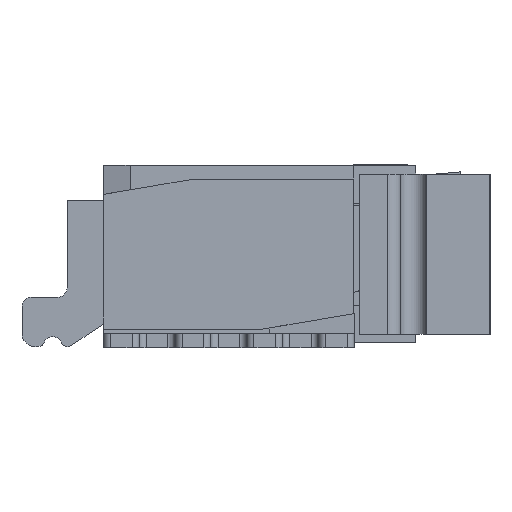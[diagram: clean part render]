
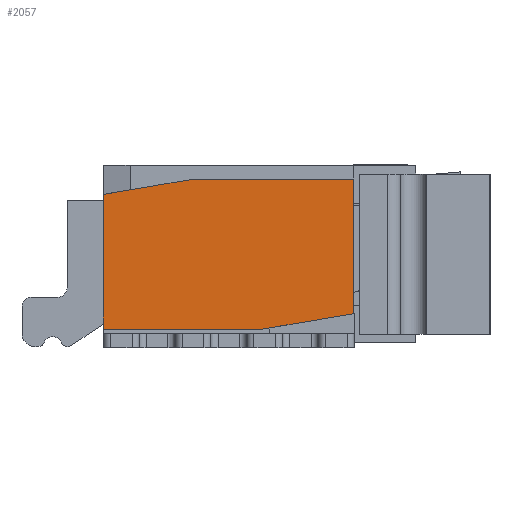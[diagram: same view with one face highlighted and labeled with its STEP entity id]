
A CAD part, left-side view. The second image highlights one B-rep face of the part: STEP entity #2057.
In plain terms, the highlighted planar face has unit normal (-1, 0, 0).
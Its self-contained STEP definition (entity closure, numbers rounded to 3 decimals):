
#246 = VERTEX_POINT('',#247);
#247 = CARTESIAN_POINT('',(-12.56,2.108,0.243));
#253 = EDGE_CURVE('',#246,#254,#256,.T.);
#254 = VERTEX_POINT('',#255);
#255 = CARTESIAN_POINT('',(-12.56,2.108,2.128));
#256 = LINE('',#257,#258);
#257 = CARTESIAN_POINT('',(-12.56,2.108,0.048));
#258 = VECTOR('',#259,1.);
#259 = DIRECTION('',(0.,0.,1.));
#2030 = VERTEX_POINT('',#2031);
#2031 = CARTESIAN_POINT('',(-12.56,0.838,2.343));
#2047 = EDGE_CURVE('',#2030,#254,#2048,.T.);
#2048 = LINE('',#2049,#2050);
#2049 = CARTESIAN_POINT('',(-12.56,2.108,2.128));
#2050 = VECTOR('',#2051,1.);
#2051 = DIRECTION('',(0.,0.986,-0.167));
#2057 = ADVANCED_FACE('',(#2058),#2092,.T.);
#2058 = FACE_BOUND('',#2059,.T.);
#2059 = EDGE_LOOP('',(#2060,#2070,#2078,#2084,#2085,#2086));
#2060 = ORIENTED_EDGE('',*,*,#2061,.T.);
#2061 = EDGE_CURVE('',#2062,#2064,#2066,.T.);
#2062 = VERTEX_POINT('',#2063);
#2063 = CARTESIAN_POINT('',(-12.56,-0.123,0.243));
#2064 = VERTEX_POINT('',#2065);
#2065 = CARTESIAN_POINT('',(-12.56,-1.393,0.458));
#2066 = LINE('',#2067,#2068);
#2067 = CARTESIAN_POINT('',(-12.56,-0.123,0.243));
#2068 = VECTOR('',#2069,1.);
#2069 = DIRECTION('',(0.,-0.986,0.167));
#2070 = ORIENTED_EDGE('',*,*,#2071,.T.);
#2071 = EDGE_CURVE('',#2064,#2072,#2074,.T.);
#2072 = VERTEX_POINT('',#2073);
#2073 = CARTESIAN_POINT('',(-12.56,-1.393,2.343));
#2074 = LINE('',#2075,#2076);
#2075 = CARTESIAN_POINT('',(-12.56,-1.393,0.048));
#2076 = VECTOR('',#2077,1.);
#2077 = DIRECTION('',(0.,0.,1.));
#2078 = ORIENTED_EDGE('',*,*,#2079,.T.);
#2079 = EDGE_CURVE('',#2072,#2030,#2080,.T.);
#2080 = LINE('',#2081,#2082);
#2081 = CARTESIAN_POINT('',(-12.56,2.108,2.343));
#2082 = VECTOR('',#2083,1.);
#2083 = DIRECTION('',(0.,1.,0.));
#2084 = ORIENTED_EDGE('',*,*,#2047,.T.);
#2085 = ORIENTED_EDGE('',*,*,#253,.F.);
#2086 = ORIENTED_EDGE('',*,*,#2087,.T.);
#2087 = EDGE_CURVE('',#246,#2062,#2088,.T.);
#2088 = LINE('',#2089,#2090);
#2089 = CARTESIAN_POINT('',(-12.56,2.108,0.243));
#2090 = VECTOR('',#2091,1.);
#2091 = DIRECTION('',(0.,-1.,0.));
#2092 = PLANE('',#2093);
#2093 = AXIS2_PLACEMENT_3D('',#2094,#2095,#2096);
#2094 = CARTESIAN_POINT('',(-12.56,2.108,0.048));
#2095 = DIRECTION('',(-1.,0.,0.));
#2096 = DIRECTION('',(0.,-1.,0.));
